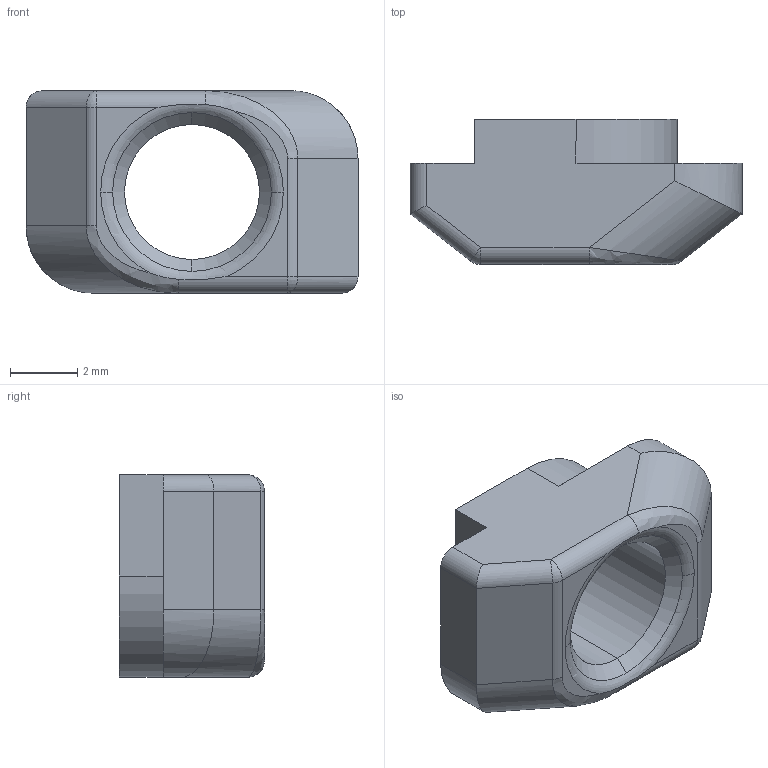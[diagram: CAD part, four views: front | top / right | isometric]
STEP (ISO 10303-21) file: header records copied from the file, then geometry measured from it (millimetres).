
FILE_DESCRIPTION (( 'STEP AP214' ), '1' );
FILE_NAME ('B803 Ò-ãàéêà Ì5, ïàç 6, íåðæ.STEP', '2025-07-14T10:38:35', ( '' ), ( '' ), 'SwSTEP 2.0', 'SolidWorks 2025', '' );
FILE_SCHEMA (( 'AUTOMOTIVE_DESIGN' ));
Length unit declared in the file: millimetre
Products named in the file (1): B803 Т-гайка М5, паз 6, нерж
Bounding box: 9.84 x 4.3 x 6 mm (x, y, z)
Volume: 136.2 mm3; surface area: 230.3 mm2
Topology: 1 solids, 1 shells, 39 faces, 98 edges, 58 vertices
Faces by surface type: cylinder 16, plane 13, cone 4, torus 2, sphere 2, bspline 2
Entity records: 1231 total; most frequent: CARTESIAN_POINT 298, DIRECTION 194, ORIENTED_EDGE 192, EDGE_CURVE 96, AXIS2_PLACEMENT_3D 72, VERTEX_POINT 58, VECTOR 50, LINE 50
